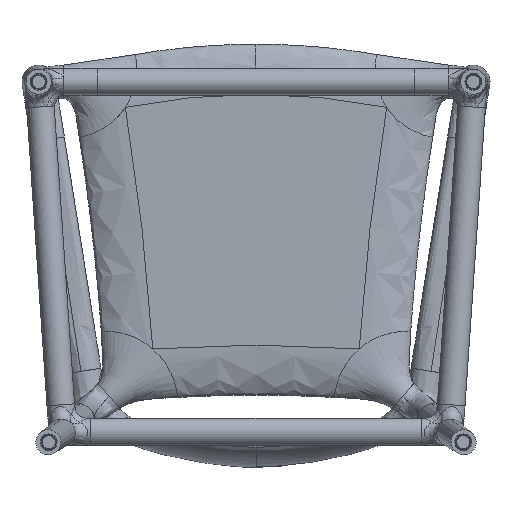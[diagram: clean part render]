
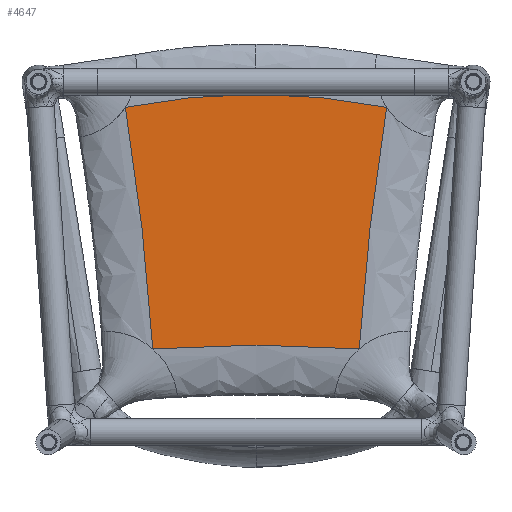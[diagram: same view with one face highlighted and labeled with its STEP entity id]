
A CAD part, front view. The second image highlights one B-rep face of the part: STEP entity #4647.
In plain terms, the highlighted planar face has unit normal (0, -1, 0).
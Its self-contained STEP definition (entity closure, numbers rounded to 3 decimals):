
#1685 = ORIENTED_EDGE ( 'NONE', *, *, #10421, .T. ) ;
#2029 = CARTESIAN_POINT ( 'NONE',  ( 0., 760., -15. ) ) ;
#4647 = ADVANCED_FACE ( 'NONE', ( #55932 ), #16752, .F. ) ;
#4711 = VERTEX_POINT ( 'NONE', #22674 ) ;
#5155 = CARTESIAN_POINT ( 'NONE',  ( 156.332, 760., -30.448 ) ) ;
#5615 = CARTESIAN_POINT ( 'NONE',  ( 0., 760., -205. ) ) ;
#5981 = EDGE_CURVE ( 'NONE', #15602, #8829, #6929, .T. ) ;
#6929 = B_SPLINE_CURVE_WITH_KNOTS ( 'NONE', 3,
 ( #11183, #54662, #55029, #27354 ),
 .UNSPECIFIED., .F., .F.,
 ( 4, 4 ),
 ( 0., 1. ),
 .UNSPECIFIED. ) ;
#6999 = CARTESIAN_POINT ( 'NONE',  ( 123.527, 760., -319.534 ) ) ;
#7701 = CARTESIAN_POINT ( 'NONE',  ( 156.332, 760., -30.448 ) ) ;
#8829 = VERTEX_POINT ( 'NONE', #29156 ) ;
#8834 = CARTESIAN_POINT ( 'NONE',  ( 143.471, 760., -27.881 ) ) ;
#10421 = EDGE_CURVE ( 'NONE', #30374, #36501, #25249, .T. ) ;
#11183 = CARTESIAN_POINT ( 'NONE',  ( -156.332, 760., -30.448 ) ) ;
#11222 = B_SPLINE_CURVE_WITH_KNOTS ( 'NONE', 3,
 ( #2029, #46910, #19576, #56666, #35102, #51254, #58051, #68520, #68868, #68166 ),
 .UNSPECIFIED., .F., .F.,
 ( 4, 2, 2, 2, 4 ),
 ( 0., 0.25, 0.5, 0.75, 1. ),
 .UNSPECIFIED. ) ;
#14924 = CARTESIAN_POINT ( 'NONE',  ( 130.553, 760., -25.632 ) ) ;
#15602 = VERTEX_POINT ( 'NONE', #55614 ) ;
#16752 = PLANE ( 'NONE',  #42117 ) ;
#18476 = CARTESIAN_POINT ( 'NONE',  ( 129.876, 760., -222.652 ) ) ;
#19576 = CARTESIAN_POINT ( 'NONE',  ( -26.222, 760., -15.323 ) ) ;
#20995 = CARTESIAN_POINT ( 'NONE',  ( 0., 760., -15. ) ) ;
#21780 = EDGE_CURVE ( 'NONE', #4711, #15602, #11222, .T. ) ;
#22674 = CARTESIAN_POINT ( 'NONE',  ( 0., 760., -15. ) ) ;
#23876 = CARTESIAN_POINT ( 'NONE',  ( 140.811, 760., -126.29 ) ) ;
#25249 = B_SPLINE_CURVE_WITH_KNOTS ( 'NONE', 3,
 ( #6999, #18476, #23876, #7701 ),
 .UNSPECIFIED., .F., .F.,
 ( 4, 4 ),
 ( 0., 1. ),
 .UNSPECIFIED. ) ;
#25328 = B_SPLINE_CURVE_WITH_KNOTS ( 'NONE', 3,
 ( #40213, #57097, #63192, #40922, #57440, #62843 ),
 .UNSPECIFIED., .F., .F.,
 ( 4, 2, 4 ),
 ( 0., 0.5, 1. ),
 .UNSPECIFIED. ) ;
#25705 = CARTESIAN_POINT ( 'NONE',  ( 91.598, 760., -20.161 ) ) ;
#27354 = CARTESIAN_POINT ( 'NONE',  ( -123.527, 760., -319.534 ) ) ;
#29156 = CARTESIAN_POINT ( 'NONE',  ( -123.527, 760., -319.534 ) ) ;
#30374 = VERTEX_POINT ( 'NONE', #48437 ) ;
#31821 = CARTESIAN_POINT ( 'NONE',  ( 26.222, 760., -15.323 ) ) ;
#35102 = CARTESIAN_POINT ( 'NONE',  ( -65.495, 760., -17.582 ) ) ;
#36501 = VERTEX_POINT ( 'NONE', #5155 ) ;
#40213 = CARTESIAN_POINT ( 'NONE',  ( -123.527, 760., -319.534 ) ) ;
#40536 = B_SPLINE_CURVE_WITH_KNOTS ( 'NONE', 3,
 ( #46926, #8834, #14924, #42247, #25705, #70292, #69584, #31821, #63817, #20995 ),
 .UNSPECIFIED., .F., .F.,
 ( 4, 2, 2, 2, 4 ),
 ( 0., 0.25, 0.5, 0.75, 1. ),
 .UNSPECIFIED. ) ;
#40922 = CARTESIAN_POINT ( 'NONE',  ( 41.212, 760., -315. ) ) ;
#41532 = ORIENTED_EDGE ( 'NONE', *, *, #5981, .T. ) ;
#42117 = AXIS2_PLACEMENT_3D ( 'NONE', #5615, #50178, #60966 ) ;
#42247 = CARTESIAN_POINT ( 'NONE',  ( 104.61, 760., -21.771 ) ) ;
#42772 = EDGE_CURVE ( 'NONE', #36501, #4711, #40536, .T. ) ;
#45396 = ORIENTED_EDGE ( 'NONE', *, *, #42772, .T. ) ;
#46910 = CARTESIAN_POINT ( 'NONE',  ( -13.115, 760., -15. ) ) ;
#46926 = CARTESIAN_POINT ( 'NONE',  ( 156.332, 760., -30.448 ) ) ;
#48437 = CARTESIAN_POINT ( 'NONE',  ( 123.527, 760., -319.534 ) ) ;
#49081 = ORIENTED_EDGE ( 'NONE', *, *, #68880, .T. ) ;
#50178 = DIRECTION ( 'NONE',  ( 0., 1., 0. ) ) ;
#51254 = CARTESIAN_POINT ( 'NONE',  ( -91.598, 760., -20.161 ) ) ;
#54662 = CARTESIAN_POINT ( 'NONE',  ( -140.811, 760., -126.29 ) ) ;
#55029 = CARTESIAN_POINT ( 'NONE',  ( -129.876, 760., -222.652 ) ) ;
#55614 = CARTESIAN_POINT ( 'NONE',  ( -156.332, 760., -30.448 ) ) ;
#55932 = FACE_OUTER_BOUND ( 'NONE', #68556, .T. ) ;
#56666 = CARTESIAN_POINT ( 'NONE',  ( -52.42, 760., -16.614 ) ) ;
#57097 = CARTESIAN_POINT ( 'NONE',  ( -82.425, 760., -316.513 ) ) ;
#57440 = CARTESIAN_POINT ( 'NONE',  ( 82.423, 760., -316.513 ) ) ;
#58051 = CARTESIAN_POINT ( 'NONE',  ( -104.61, 760., -21.771 ) ) ;
#60966 = DIRECTION ( 'NONE',  ( 1., 0., 0. ) ) ;
#62843 = CARTESIAN_POINT ( 'NONE',  ( 123.527, 760., -319.534 ) ) ;
#63192 = CARTESIAN_POINT ( 'NONE',  ( -41.212, 760., -315. ) ) ;
#63817 = CARTESIAN_POINT ( 'NONE',  ( 13.115, 760., -15. ) ) ;
#66099 = ORIENTED_EDGE ( 'NONE', *, *, #21780, .T. ) ;
#68166 = CARTESIAN_POINT ( 'NONE',  ( -156.332, 760., -30.448 ) ) ;
#68520 = CARTESIAN_POINT ( 'NONE',  ( -130.554, 760., -25.632 ) ) ;
#68556 = EDGE_LOOP ( 'NONE', ( #1685, #45396, #66099, #41532, #49081 ) ) ;
#68868 = CARTESIAN_POINT ( 'NONE',  ( -143.47, 760., -27.881 ) ) ;
#68880 = EDGE_CURVE ( 'NONE', #8829, #30374, #25328, .T. ) ;
#69584 = CARTESIAN_POINT ( 'NONE',  ( 52.42, 760., -16.614 ) ) ;
#70292 = CARTESIAN_POINT ( 'NONE',  ( 65.495, 760., -17.582 ) ) ;
